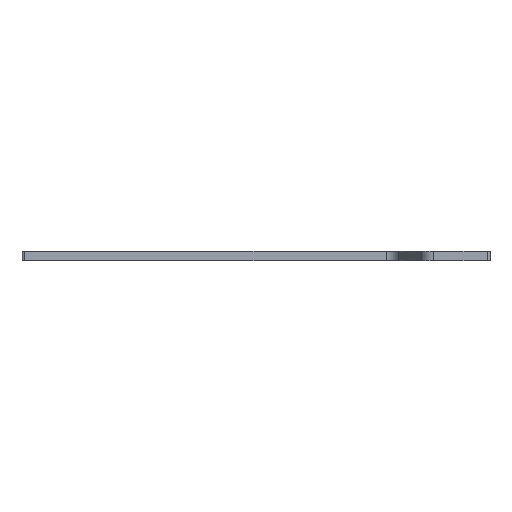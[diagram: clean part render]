
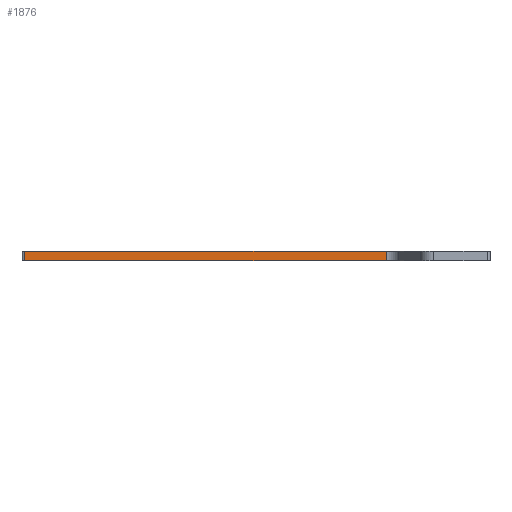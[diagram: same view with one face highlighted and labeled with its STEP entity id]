
A CAD part, left-side view. The second image highlights one B-rep face of the part: STEP entity #1876.
In plain terms, the highlighted planar face has unit normal (-1, 0, 0).
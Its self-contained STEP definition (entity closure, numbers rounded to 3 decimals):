
#94=FACE_OUTER_BOUND('',#192,.T.);
#192=EDGE_LOOP('',(#1435,#1436,#1437,#1438));
#268=LINE('',#2775,#460);
#352=LINE('',#3047,#544);
#353=LINE('',#3051,#545);
#354=LINE('',#3052,#546);
#460=VECTOR('',#2184,10.);
#544=VECTOR('',#2432,10.);
#545=VECTOR('',#2437,10.);
#546=VECTOR('',#2438,10.);
#758=VERTEX_POINT('',#2772);
#759=VERTEX_POINT('',#2774);
#865=VERTEX_POINT('',#3046);
#866=VERTEX_POINT('',#3050);
#950=EDGE_CURVE('',#758,#759,#268,.T.);
#1086=EDGE_CURVE('',#759,#865,#352,.T.);
#1088=EDGE_CURVE('',#866,#758,#353,.T.);
#1089=EDGE_CURVE('',#865,#866,#354,.T.);
#1435=ORIENTED_EDGE('',*,*,#1088,.F.);
#1436=ORIENTED_EDGE('',*,*,#1089,.F.);
#1437=ORIENTED_EDGE('',*,*,#1086,.F.);
#1438=ORIENTED_EDGE('',*,*,#950,.F.);
#1811=PLANE('',#2051);
#1876=ADVANCED_FACE('',(#94),#1811,.F.);
#2051=AXIS2_PLACEMENT_3D('',#3049,#2435,#2436);
#2184=DIRECTION('',(0.,-1.,0.));
#2432=DIRECTION('',(0.,0.,-1.));
#2435=DIRECTION('center_axis',(1.,0.,0.));
#2436=DIRECTION('ref_axis',(0.,0.,-1.));
#2437=DIRECTION('',(0.,0.,1.));
#2438=DIRECTION('',(0.,1.,0.));
#2772=CARTESIAN_POINT('',(26.55,170.45,3.5));
#2774=CARTESIAN_POINT('',(26.55,38.042,3.5));
#2775=CARTESIAN_POINT('',(26.55,71.438,3.5));
#3046=CARTESIAN_POINT('',(26.55,38.042,0.));
#3047=CARTESIAN_POINT('',(26.55,38.042,0.75));
#3049=CARTESIAN_POINT('Origin',(26.55,95.25,0.));
#3050=CARTESIAN_POINT('',(26.55,170.45,0.));
#3051=CARTESIAN_POINT('',(26.55,170.45,2.));
#3052=CARTESIAN_POINT('',(26.55,71.438,0.));
